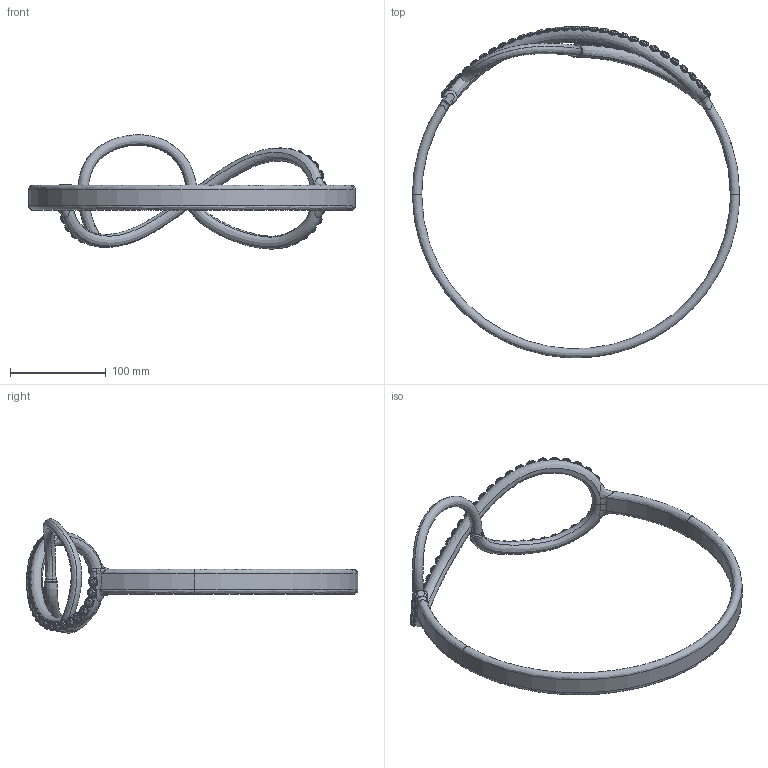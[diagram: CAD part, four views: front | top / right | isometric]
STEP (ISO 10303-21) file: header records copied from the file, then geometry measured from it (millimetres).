
FILE_DESCRIPTION(('FreeCAD Model'),'2;1');
FILE_NAME('Open CASCADE Shape Model','2025-05-04T07:43:17',('FreeCAD'),( 'FreeCAD'),'Open CASCADE STEP processor 7.6','FreeCAD','Unknown');
FILE_SCHEMA(('AUTOMOTIVE_DESIGN { 1 0 10303 214 1 1 1 1 }'));
Products named in the file (1): Open CASCADE STEP translator 7.6 1
Bounding box: 340.89 x 345.46 x 119.28 mm (x, y, z)
Volume: 293834.8 mm3; surface area: 91346.3 mm2
Topology: 50 solids, 50 shells, 3135 faces, 7374 edges, 4381 vertices
Faces by surface type: bspline 3135
Entity records: 87392 total; most frequent: CARTESIAN_POINT 41941, ORIENTED_EDGE 14740, EDGE_CURVE 7370, B_SPLINE_CURVE_WITH_KNOTS 6639, VERTEX_POINT 4381, FACE_BOUND 3185, EDGE_LOOP 3185, ADVANCED_FACE 3135
